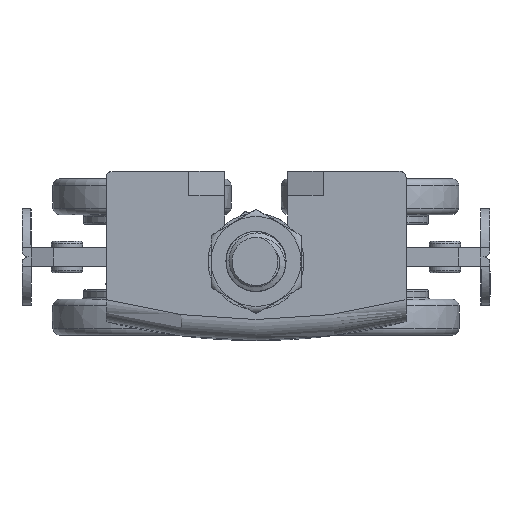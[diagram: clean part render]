
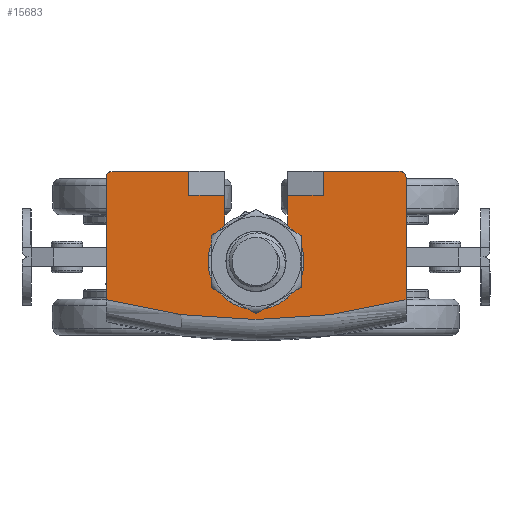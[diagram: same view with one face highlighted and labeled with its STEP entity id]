
A CAD part, front view. The second image highlights one B-rep face of the part: STEP entity #15683.
In plain terms, the highlighted planar face has unit normal (0, -1, 0).
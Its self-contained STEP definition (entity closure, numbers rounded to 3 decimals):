
#1957=FACE_OUTER_BOUND('',#3097,.T.);
#3097=EDGE_LOOP('',(#11898,#11899,#11900,#11901,#11902,#11903,#11904,#11905,
#11906,#11907,#11908,#11909,#11910,#11911));
#3772=LINE('',#29376,#4619);
#3806=LINE('',#29551,#4653);
#3813=LINE('',#29564,#4660);
#3817=LINE('',#29578,#4664);
#3838=LINE('',#29620,#4685);
#3840=LINE('',#29624,#4687);
#3842=LINE('',#29628,#4689);
#3844=LINE('',#29633,#4691);
#3849=LINE('',#29646,#4696);
#3851=LINE('',#29654,#4698);
#4619=VECTOR('',#20098,40.762);
#4653=VECTOR('',#20192,9.927);
#4660=VECTOR('',#20203,9.927);
#4664=VECTOR('',#20209,40.762);
#4685=VECTOR('',#20246,11.904);
#4687=VECTOR('',#20250,8.);
#4689=VECTOR('',#20254,11.904);
#4691=VECTOR('',#20260,8.);
#4696=VECTOR('',#20275,25.596);
#4698=VECTOR('',#20285,25.596);
#5779=CIRCLE('',#17103,16.);
#5789=CIRCLE('',#17127,193.);
#5819=CIRCLE('',#17193,2.);
#5822=CIRCLE('',#17198,2.);
#6626=VERTEX_POINT('',#28957);
#6627=VERTEX_POINT('',#28958);
#6642=VERTEX_POINT('',#29134);
#6645=VERTEX_POINT('',#29156);
#6670=VERTEX_POINT('',#29373);
#6711=VERTEX_POINT('',#29549);
#6715=VERTEX_POINT('',#29563);
#6717=VERTEX_POINT('',#29568);
#6730=VERTEX_POINT('',#29618);
#6731=VERTEX_POINT('',#29622);
#6732=VERTEX_POINT('',#29626);
#6733=VERTEX_POINT('',#29632);
#6736=VERTEX_POINT('',#29643);
#6737=VERTEX_POINT('',#29651);
#8382=EDGE_CURVE('',#6626,#6627,#5779,.T.);
#8411=EDGE_CURVE('',#6645,#6642,#5789,.T.);
#8444=EDGE_CURVE('',#6645,#6670,#3772,.T.);
#8500=EDGE_CURVE('',#6626,#6711,#3806,.T.);
#8507=EDGE_CURVE('',#6715,#6627,#3813,.T.);
#8512=EDGE_CURVE('',#6642,#6717,#3817,.T.);
#8533=EDGE_CURVE('',#6711,#6730,#3838,.T.);
#8535=EDGE_CURVE('',#6730,#6731,#3840,.T.);
#8537=EDGE_CURVE('',#6732,#6715,#3842,.T.);
#8539=EDGE_CURVE('',#6733,#6732,#3844,.T.);
#8546=EDGE_CURVE('',#6736,#6733,#3849,.T.);
#8547=EDGE_CURVE('',#6736,#6670,#5819,.T.);
#8550=EDGE_CURVE('',#6731,#6737,#3851,.T.);
#8553=EDGE_CURVE('',#6717,#6737,#5822,.T.);
#11898=ORIENTED_EDGE('',*,*,#8382,.F.);
#11899=ORIENTED_EDGE('',*,*,#8500,.T.);
#11900=ORIENTED_EDGE('',*,*,#8533,.T.);
#11901=ORIENTED_EDGE('',*,*,#8535,.T.);
#11902=ORIENTED_EDGE('',*,*,#8550,.T.);
#11903=ORIENTED_EDGE('',*,*,#8553,.F.);
#11904=ORIENTED_EDGE('',*,*,#8512,.F.);
#11905=ORIENTED_EDGE('',*,*,#8411,.F.);
#11906=ORIENTED_EDGE('',*,*,#8444,.T.);
#11907=ORIENTED_EDGE('',*,*,#8547,.F.);
#11908=ORIENTED_EDGE('',*,*,#8546,.T.);
#11909=ORIENTED_EDGE('',*,*,#8539,.T.);
#11910=ORIENTED_EDGE('',*,*,#8537,.T.);
#11911=ORIENTED_EDGE('',*,*,#8507,.T.);
#14069=PLANE('',#17209);
#15683=ADVANCED_FACE('',(#1957),#14069,.T.);
#17103=AXIS2_PLACEMENT_3D('',#28959,#20002,#20003);
#17127=AXIS2_PLACEMENT_3D('',#29175,#20055,#20056);
#17193=AXIS2_PLACEMENT_3D('',#29648,#20278,#20279);
#17198=AXIS2_PLACEMENT_3D('',#29658,#20291,#20292);
#17209=AXIS2_PLACEMENT_3D('',#29720,#20317,#20318);
#20002=DIRECTION('center_axis',(0.,-1.,0.));
#20003=DIRECTION('ref_axis',(-1.,0.,0.));
#20055=DIRECTION('center_axis',(0.,1.,0.));
#20056=DIRECTION('ref_axis',(0.,0.,
-1.));
#20098=DIRECTION('',(0.,0.,1.));
#20192=DIRECTION('',(0.,0.,1.));
#20203=DIRECTION('',(0.,0.,-1.));
#20209=DIRECTION('',(0.,0.,1.));
#20246=DIRECTION('',(-1.,0.,0.));
#20250=DIRECTION('',(0.,0.,1.));
#20254=DIRECTION('',(-1.,0.,0.));
#20260=DIRECTION('',(0.,0.,-1.));
#20275=DIRECTION('',(-1.,0.,0.));
#20278=DIRECTION('center_axis',(0.,1.,0.));
#20279=DIRECTION('ref_axis',(0.707,0.,0.707));
#20285=DIRECTION('',(-1.,0.,0.));
#20291=DIRECTION('center_axis',(0.,1.,0.));
#20292=DIRECTION('ref_axis',(-0.707,0.,0.707));
#20317=DIRECTION('center_axis',(0.,-1.,0.));
#20318=DIRECTION('ref_axis',(0.,0.,-1.));
#28957=CARTESIAN_POINT('',(39.5,0.,32.073));
#28958=CARTESIAN_POINT('',(60.5,0.,32.073));
#28959=CARTESIAN_POINT('Origin',(50.,0.,20.));
#29134=CARTESIAN_POINT('',(0.,0.,7.238));
#29156=CARTESIAN_POINT('',(100.,0.,7.238));
#29175=CARTESIAN_POINT('Origin',(50.,0.,193.649));
#29373=CARTESIAN_POINT('',(100.,0.,48.));
#29376=CARTESIAN_POINT('',(100.,0.,0.));
#29549=CARTESIAN_POINT('',(39.5,0.,42.));
#29551=CARTESIAN_POINT('',(39.5,0.,25.));
#29563=CARTESIAN_POINT('',(60.5,0.,42.));
#29564=CARTESIAN_POINT('',(60.5,0.,10.));
#29568=CARTESIAN_POINT('',(0.,0.,48.));
#29578=CARTESIAN_POINT('',(0.,0.,0.));
#29618=CARTESIAN_POINT('',(27.596,0.,42.));
#29620=CARTESIAN_POINT('',(67.125,0.,42.));
#29622=CARTESIAN_POINT('',(27.596,0.,50.));
#29624=CARTESIAN_POINT('',(27.596,0.,25.));
#29626=CARTESIAN_POINT('',(72.404,0.,42.));
#29628=CARTESIAN_POINT('',(82.875,0.,42.));
#29632=CARTESIAN_POINT('',(72.404,0.,50.));
#29633=CARTESIAN_POINT('',(72.404,0.,25.));
#29643=CARTESIAN_POINT('',(98.,0.,50.));
#29646=CARTESIAN_POINT('',(0.,0.,50.));
#29648=CARTESIAN_POINT('Origin',(98.,0.,48.));
#29651=CARTESIAN_POINT('',(2.,0.,50.));
#29654=CARTESIAN_POINT('',(0.,0.,50.));
#29658=CARTESIAN_POINT('Origin',(2.,0.,48.));
#29720=CARTESIAN_POINT('Origin',(100.,0.,0.));
